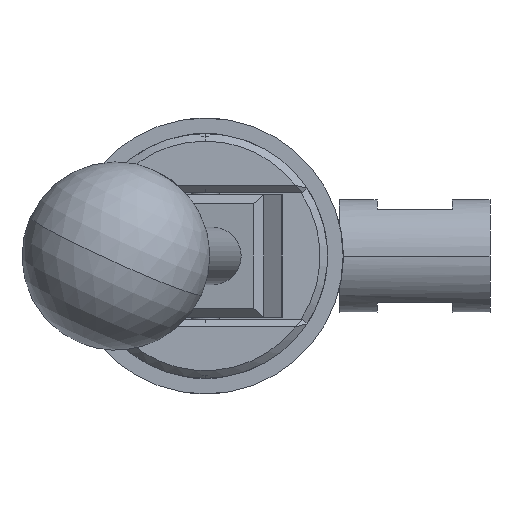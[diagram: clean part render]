
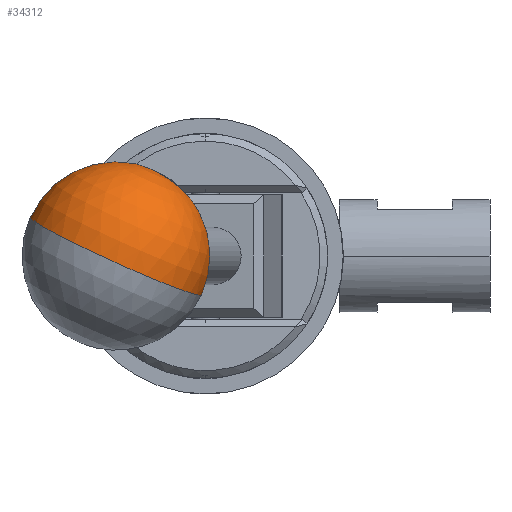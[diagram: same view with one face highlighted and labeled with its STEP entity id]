
A CAD part, front view. The second image highlights one B-rep face of the part: STEP entity #34312.
In plain terms, the highlighted spherical face has radius 15.875 mm.
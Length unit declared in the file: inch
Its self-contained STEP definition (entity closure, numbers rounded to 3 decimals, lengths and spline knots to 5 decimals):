
#1939 = DIRECTION ( 'NONE',  ( 0.911, 0., -0.413 ) ) ;
#3148 = AXIS2_PLACEMENT_3D ( 'NONE', #34022, #26212, #9773 ) ;
#4717 = DIRECTION ( 'NONE',  ( -0.412, 0.065, -0.909 ) ) ;
#4815 = DIRECTION ( 'NONE',  ( -0.156, -0.988, 0. ) ) ;
#4956 = CARTESIAN_POINT ( 'NONE',  ( -0.59291, -9.2123, 0. ) ) ;
#6373 = EDGE_CURVE ( 'NONE', #8016, #13330, #21561, .T. ) ;
#6571 = AXIS2_PLACEMENT_3D ( 'NONE', #31988, #31652, #4717 ) ;
#6627 = EDGE_CURVE ( 'NONE', #11361, #8016, #23839, .T. ) ;
#7302 = DIRECTION ( 'NONE',  ( -0.412, 0.065, -0.909 ) ) ;
#7931 = DIRECTION ( 'NONE',  ( 0.412, -0.065, 0.909 ) ) ;
#8016 = VERTEX_POINT ( 'NONE', #24489 ) ;
#9112 = EDGE_CURVE ( 'NONE', #11361, #15522, #15019, .T. ) ;
#9773 = DIRECTION ( 'NONE',  ( -0.911, 0., 0.413 ) ) ;
#10378 = CARTESIAN_POINT ( 'NONE',  ( -0.40034, -8.66283, 0.22723 ) ) ;
#10473 = SPHERICAL_SURFACE ( 'NONE', #30301, 0.625 ) ;
#11361 = VERTEX_POINT ( 'NONE', #25980 ) ;
#13310 = DIRECTION ( 'NONE',  ( -0.412, 0.065, -0.909 ) ) ;
#13330 = VERTEX_POINT ( 'NONE', #10378 ) ;
#15019 = CIRCLE ( 'NONE', #3148, 0.625 ) ;
#15285 = DIRECTION ( 'NONE',  ( 0.898, -0.142, -0.417 ) ) ;
#15522 = VERTEX_POINT ( 'NONE', #18221 ) ;
#18127 = CARTESIAN_POINT ( 'NONE',  ( -0.5033, -8.64653, 0. ) ) ;
#18221 = CARTESIAN_POINT ( 'NONE',  ( -0.72774, -8.61098, 0.10425 ) ) ;
#19642 = ORIENTED_EDGE ( 'NONE', *, *, #6627, .T. ) ;
#20188 = CIRCLE ( 'NONE', #6571, 0.25 ) ;
#21561 = CIRCLE ( 'NONE', #32866, 0.25 ) ;
#23839 = CIRCLE ( 'NONE', #27204, 0.625 ) ;
#24489 = CARTESIAN_POINT ( 'NONE',  ( -0.27887, -8.68207, -0.10425 ) ) ;
#25205 = FACE_OUTER_BOUND ( 'NONE', #32449, .T. ) ;
#25980 = CARTESIAN_POINT ( 'NONE',  ( -0.69069, -9.8296, 0. ) ) ;
#26212 = DIRECTION ( 'NONE',  ( -0.412, 0.065, -0.909 ) ) ;
#27204 = AXIS2_PLACEMENT_3D ( 'NONE', #4956, #7931, #1939 ) ;
#29268 = CARTESIAN_POINT ( 'NONE',  ( -0.59291, -9.2123, 0. ) ) ;
#30301 = AXIS2_PLACEMENT_3D ( 'NONE', #29268, #7302, #15285 ) ;
#30641 = ORIENTED_EDGE ( 'NONE', *, *, #33085, .T. ) ;
#31652 = DIRECTION ( 'NONE',  ( -0.156, -0.988, 0. ) ) ;
#31988 = CARTESIAN_POINT ( 'NONE',  ( -0.5033, -8.64653, 0. ) ) ;
#32449 = EDGE_LOOP ( 'NONE', ( #32551, #19642, #33409, #30641 ) ) ;
#32551 = ORIENTED_EDGE ( 'NONE', *, *, #9112, .F. ) ;
#32866 = AXIS2_PLACEMENT_3D ( 'NONE', #18127, #4815, #13310 ) ;
#33085 = EDGE_CURVE ( 'NONE', #13330, #15522, #20188, .T. ) ;
#33409 = ORIENTED_EDGE ( 'NONE', *, *, #6373, .T. ) ;
#34022 = CARTESIAN_POINT ( 'NONE',  ( -0.59291, -9.2123, 0. ) ) ;
#34312 = ADVANCED_FACE ( 'NONE', ( #25205 ), #10473, .T. ) ;
